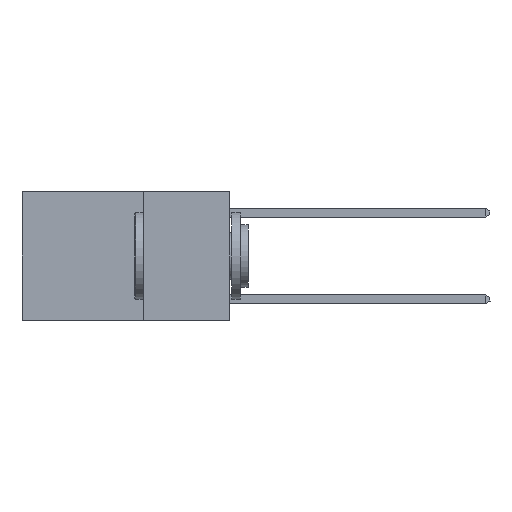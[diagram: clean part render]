
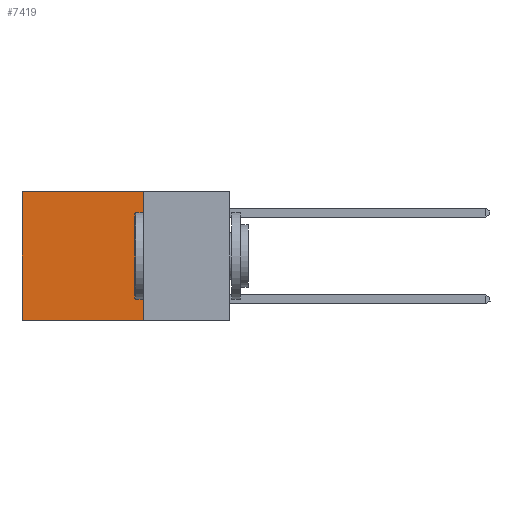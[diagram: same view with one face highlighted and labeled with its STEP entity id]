
A CAD part, left-side view. The second image highlights one B-rep face of the part: STEP entity #7419.
In plain terms, the highlighted planar face has unit normal (-1, 0, 0).
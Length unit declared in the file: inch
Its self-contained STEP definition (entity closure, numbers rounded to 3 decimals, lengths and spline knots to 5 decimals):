
#2833 = DIRECTION ( 'NONE',  ( 0., 0., -1. ) ) ;
#5737 = LINE ( 'NONE', #27623, #25315 ) ;
#7419 = ADVANCED_FACE ( 'NONE', ( #9028 ), #27263, .F. ) ;
#8329 = EDGE_LOOP ( 'NONE', ( #24327, #28279, #28134, #22453 ) ) ;
#8482 = VECTOR ( 'NONE', #11686, 39.37008 ) ;
#8891 = EDGE_CURVE ( 'NONE', #20447, #19511, #15941, .T. ) ;
#9028 = FACE_OUTER_BOUND ( 'NONE', #8329, .T. ) ;
#11686 = DIRECTION ( 'NONE',  ( 0., 1., 0. ) ) ;
#12915 = DIRECTION ( 'NONE',  ( 0., 0., -1. ) ) ;
#13419 = CARTESIAN_POINT ( 'NONE',  ( 0.2625, 0.6, -0.37 ) ) ;
#14003 = VERTEX_POINT ( 'NONE', #21540 ) ;
#15022 = CARTESIAN_POINT ( 'NONE',  ( 0.2625, 0.25, 0. ) ) ;
#15792 = LINE ( 'NONE', #19039, #8482 ) ;
#15799 = CARTESIAN_POINT ( 'NONE',  ( 0.2625, 0.6, 0. ) ) ;
#15941 = LINE ( 'NONE', #17353, #29002 ) ;
#16115 = AXIS2_PLACEMENT_3D ( 'NONE', #15022, #17527, #2833 ) ;
#16274 = CARTESIAN_POINT ( 'NONE',  ( 0.2625, 0.25, 0. ) ) ;
#16712 = CARTESIAN_POINT ( 'NONE',  ( 0.2625, 0.25, -0.37 ) ) ;
#17353 = CARTESIAN_POINT ( 'NONE',  ( 0.2625, 0.25, -0.37 ) ) ;
#17527 = DIRECTION ( 'NONE',  ( 1., 0., 0. ) ) ;
#18323 = DIRECTION ( 'NONE',  ( 0., 0., -1. ) ) ;
#19039 = CARTESIAN_POINT ( 'NONE',  ( 0.2625, 0.25, 0. ) ) ;
#19511 = VERTEX_POINT ( 'NONE', #13419 ) ;
#19855 = DIRECTION ( 'NONE',  ( 0., 1., 0. ) ) ;
#20447 = VERTEX_POINT ( 'NONE', #16712 ) ;
#20585 = VECTOR ( 'NONE', #18323, 39.37008 ) ;
#20673 = EDGE_CURVE ( 'NONE', #22072, #20447, #5737, .T. ) ;
#21540 = CARTESIAN_POINT ( 'NONE',  ( 0.2625, 0.6, 0. ) ) ;
#22072 = VERTEX_POINT ( 'NONE', #16274 ) ;
#22453 = ORIENTED_EDGE ( 'NONE', *, *, #30944, .T. ) ;
#24327 = ORIENTED_EDGE ( 'NONE', *, *, #29216, .T. ) ;
#25315 = VECTOR ( 'NONE', #12915, 39.37008 ) ;
#27088 = LINE ( 'NONE', #15799, #20585 ) ;
#27263 = PLANE ( 'NONE',  #16115 ) ;
#27623 = CARTESIAN_POINT ( 'NONE',  ( 0.2625, 0.25, 0. ) ) ;
#28134 = ORIENTED_EDGE ( 'NONE', *, *, #20673, .F. ) ;
#28279 = ORIENTED_EDGE ( 'NONE', *, *, #8891, .F. ) ;
#29002 = VECTOR ( 'NONE', #19855, 39.37008 ) ;
#29216 = EDGE_CURVE ( 'NONE', #14003, #19511, #27088, .T. ) ;
#30944 = EDGE_CURVE ( 'NONE', #22072, #14003, #15792, .T. ) ;
